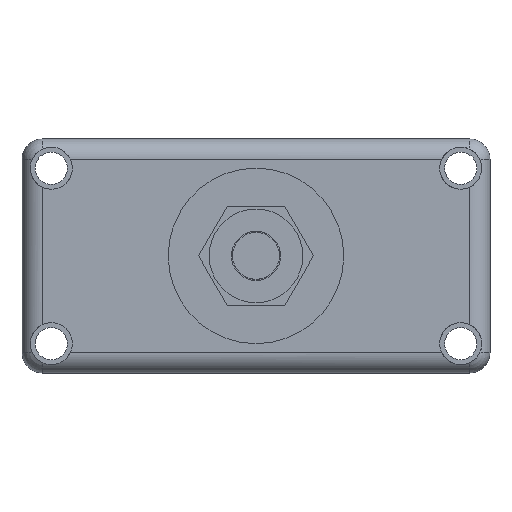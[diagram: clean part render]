
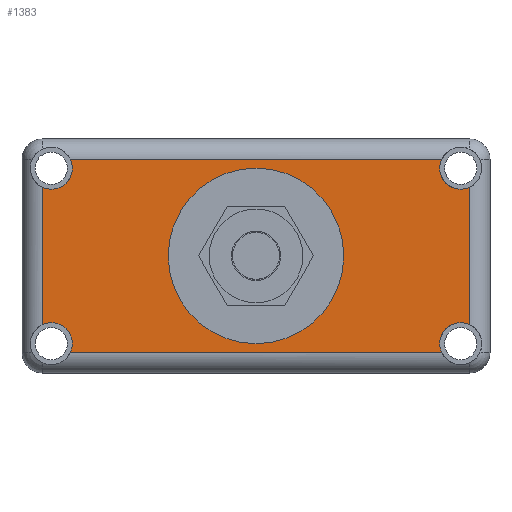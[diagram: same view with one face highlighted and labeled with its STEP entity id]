
A CAD part, top view. The second image highlights one B-rep face of the part: STEP entity #1383.
In plain terms, the highlighted planar face has unit normal (0, 0, 1).
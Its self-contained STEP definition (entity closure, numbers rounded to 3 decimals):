
#542=CARTESIAN_POINT('',(36.5,11.727,15.));
#543=VERTEX_POINT('',#542);
#590=CARTESIAN_POINT('',(31.727,16.5,15.0));
#591=VERTEX_POINT('',#590);
#623=CARTESIAN_POINT('',(35.,15.,15.0));
#624=DIRECTION('',(0.0,0.0,-1.0));
#625=DIRECTION('',(1.0,0.0,0.0));
#626=AXIS2_PLACEMENT_3D('',#623,#624,#625);
#627=CIRCLE('',#626,3.6);
#628=EDGE_CURVE('',#543,#591,#627,.T.);
#714=CARTESIAN_POINT('',(-36.5,11.727,15.0));
#715=VERTEX_POINT('',#714);
#749=CARTESIAN_POINT('',(-31.727,16.5,15.0));
#750=VERTEX_POINT('',#749);
#751=CARTESIAN_POINT('',(-35.,15.,15.0));
#752=DIRECTION('',(0.0,0.0,-1.0));
#753=DIRECTION('',(1.0,0.0,0.0));
#754=AXIS2_PLACEMENT_3D('',#751,#752,#753);
#755=CIRCLE('',#754,3.6);
#756=EDGE_CURVE('',#750,#715,#755,.T.);
#905=CARTESIAN_POINT('',(-31.727,-16.5,15.));
#906=VERTEX_POINT('',#905);
#940=CARTESIAN_POINT('',(-36.5,-11.727,15.));
#941=VERTEX_POINT('',#940);
#942=CARTESIAN_POINT('',(-35.0,-15.,15.0));
#943=DIRECTION('',(0.0,0.0,-1.0));
#944=DIRECTION('',(1.0,0.0,0.0));
#945=AXIS2_PLACEMENT_3D('',#942,#943,#944);
#946=CIRCLE('',#945,3.6);
#947=EDGE_CURVE('',#941,#906,#946,.T.);
#1096=CARTESIAN_POINT('',(36.5,-11.727,15.));
#1097=VERTEX_POINT('',#1096);
#1131=CARTESIAN_POINT('',(31.727,-16.5,15.0));
#1132=VERTEX_POINT('',#1131);
#1133=CARTESIAN_POINT('',(35.,-15.,15.0));
#1134=DIRECTION('',(0.0,0.0,-1.0));
#1135=DIRECTION('',(1.0,0.0,0.0));
#1136=AXIS2_PLACEMENT_3D('',#1133,#1134,#1135);
#1137=CIRCLE('',#1136,3.6);
#1138=EDGE_CURVE('',#1132,#1097,#1137,.T.);
#1333=CARTESIAN_POINT('',(-36.5,-11.727,15.));
#1334=DIRECTION('',(0.0,1.0,0.0));
#1335=VECTOR('',#1334,23.455);
#1336=LINE('',#1333,#1335);
#1337=EDGE_CURVE('',#941,#715,#1336,.T.);
#1342=CARTESIAN_POINT('',(0.,0.,15.0));
#1343=DIRECTION('',(0.0,0.0,1.0));
#1344=DIRECTION('',(1.0,0.0,0.0));
#1345=AXIS2_PLACEMENT_3D('',#1342,#1343,#1344);
#1346=PLANE('',#1345);
#1347=ORIENTED_EDGE('',*,*,#628,.T.);
#1348=CARTESIAN_POINT('',(-31.727,16.5,15.0));
#1349=DIRECTION('',(1.0,0.0,0.0));
#1350=VECTOR('',#1349,63.455);
#1351=LINE('',#1348,#1350);
#1352=EDGE_CURVE('',#750,#591,#1351,.T.);
#1353=ORIENTED_EDGE('',*,*,#1352,.F.);
#1354=ORIENTED_EDGE('',*,*,#756,.T.);
#1355=ORIENTED_EDGE('',*,*,#1337,.F.);
#1356=ORIENTED_EDGE('',*,*,#947,.T.);
#1357=CARTESIAN_POINT('',(31.727,-16.5,15.0));
#1358=DIRECTION('',(-1.0,0.0,0.0));
#1359=VECTOR('',#1358,63.455);
#1360=LINE('',#1357,#1359);
#1361=EDGE_CURVE('',#1132,#906,#1360,.T.);
#1362=ORIENTED_EDGE('',*,*,#1361,.F.);
#1363=ORIENTED_EDGE('',*,*,#1138,.T.);
#1364=CARTESIAN_POINT('',(36.5,11.727,15.));
#1365=DIRECTION('',(0.0,-1.0,0.0));
#1366=VECTOR('',#1365,23.455);
#1367=LINE('',#1364,#1366);
#1368=EDGE_CURVE('',#543,#1097,#1367,.T.);
#1369=ORIENTED_EDGE('',*,*,#1368,.F.);
#1370=EDGE_LOOP('',(#1347,#1353,#1354,#1355,#1356,#1362,#1363,#1369));
#1371=FACE_OUTER_BOUND('',#1370,.T.);
#1372=CARTESIAN_POINT('',(15.0,0.0,15.0));
#1373=VERTEX_POINT('',#1372);
#1374=CARTESIAN_POINT('',(0.0,0.0,15.0));
#1375=DIRECTION('',(0.0,0.0,-1.0));
#1376=DIRECTION('',(1.0,0.0,0.0));
#1377=AXIS2_PLACEMENT_3D('',#1374,#1375,#1376);
#1378=CIRCLE('',#1377,15.0);
#1379=EDGE_CURVE('',#1373,#1373,#1378,.T.);
#1380=ORIENTED_EDGE('',*,*,#1379,.T.);
#1381=EDGE_LOOP('',(#1380));
#1382=FACE_BOUND('',#1381,.T.);
#1383=ADVANCED_FACE('',(#1371,#1382),#1346,.T.);
